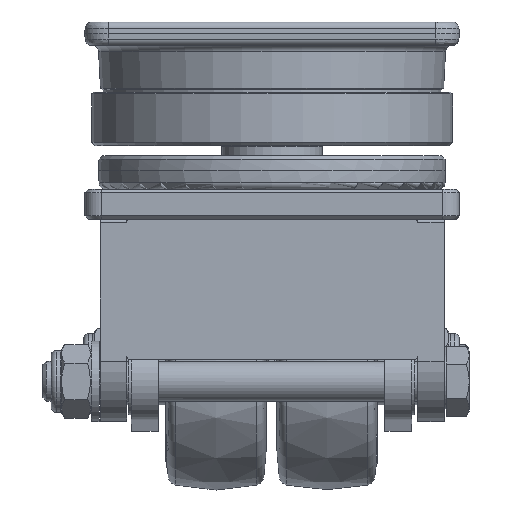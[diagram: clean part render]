
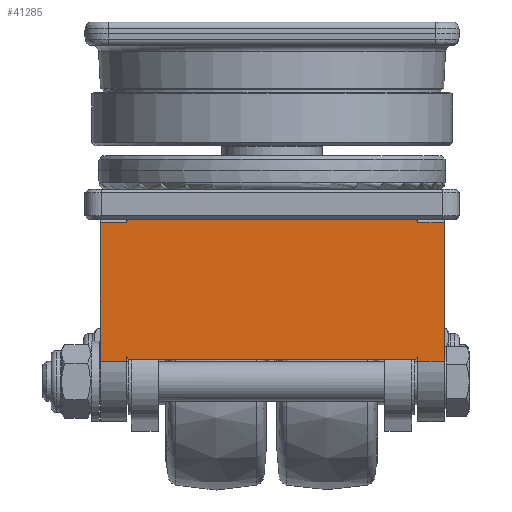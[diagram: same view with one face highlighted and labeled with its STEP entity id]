
A CAD part, left-side view. The second image highlights one B-rep face of the part: STEP entity #41285.
In plain terms, the highlighted planar face has unit normal (-1, 0, 0).
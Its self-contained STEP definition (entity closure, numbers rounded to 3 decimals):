
#3868=PLANE('',#43492);
#5544=FACE_OUTER_BOUND('',#7879,.T.);
#7879=EDGE_LOOP('',(#31775,#31776,#31777,#31778,#31779,#31780,#31781,#31782,
#31783,#31784,#31785,#31786,#31787,#31788));
#9893=LINE('',#65195,#12780);
#9894=LINE('',#65202,#12781);
#9912=LINE('',#65347,#12799);
#10419=LINE('',#68247,#13306);
#10420=LINE('',#68253,#13307);
#10421=LINE('',#68254,#13308);
#10422=LINE('',#68256,#13309);
#10423=LINE('',#68260,#13310);
#10424=LINE('',#68263,#13311);
#10425=LINE('',#68267,#13312);
#12780=VECTOR('',#47451,10.);
#12781=VECTOR('',#47460,10.);
#12799=VECTOR('',#47506,10.);
#13306=VECTOR('',#48343,10.);
#13307=VECTOR('',#48350,10.);
#13308=VECTOR('',#48351,10.);
#13309=VECTOR('',#48352,10.);
#13310=VECTOR('',#48355,10.);
#13311=VECTOR('',#48358,10.);
#13312=VECTOR('',#48361,10.);
#15285=CIRCLE('',#43493,1.);
#15286=CIRCLE('',#43494,1.);
#15287=CIRCLE('',#43495,1.);
#15288=CIRCLE('',#43496,1.);
#17351=VERTEX_POINT('',#65193);
#17352=VERTEX_POINT('',#65194);
#17353=VERTEX_POINT('',#65199);
#17354=VERTEX_POINT('',#65201);
#17905=VERTEX_POINT('',#68245);
#17906=VERTEX_POINT('',#68246);
#17907=VERTEX_POINT('',#68251);
#17908=VERTEX_POINT('',#68252);
#17909=VERTEX_POINT('',#68255);
#17910=VERTEX_POINT('',#68257);
#17911=VERTEX_POINT('',#68259);
#17912=VERTEX_POINT('',#68261);
#17913=VERTEX_POINT('',#68264);
#17914=VERTEX_POINT('',#68266);
#22052=EDGE_CURVE('',#17351,#17352,#9893,.T.);
#22056=EDGE_CURVE('',#17354,#17353,#9894,.T.);
#22103=EDGE_CURVE('',#17354,#17351,#9912,.T.);
#22878=EDGE_CURVE('',#17905,#17906,#10419,.T.);
#22881=EDGE_CURVE('',#17907,#17908,#10420,.T.);
#22882=EDGE_CURVE('',#17906,#17908,#10421,.T.);
#22883=EDGE_CURVE('',#17909,#17905,#10422,.T.);
#22884=EDGE_CURVE('',#17909,#17910,#15285,.T.);
#22885=EDGE_CURVE('',#17910,#17911,#10423,.T.);
#22886=EDGE_CURVE('',#17911,#17912,#15286,.T.);
#22887=EDGE_CURVE('',#17352,#17912,#10424,.T.);
#22888=EDGE_CURVE('',#17353,#17913,#15287,.T.);
#22889=EDGE_CURVE('',#17913,#17914,#10425,.T.);
#22890=EDGE_CURVE('',#17914,#17907,#15288,.T.);
#31775=ORIENTED_EDGE('',*,*,#22881,.T.);
#31776=ORIENTED_EDGE('',*,*,#22882,.F.);
#31777=ORIENTED_EDGE('',*,*,#22878,.F.);
#31778=ORIENTED_EDGE('',*,*,#22883,.F.);
#31779=ORIENTED_EDGE('',*,*,#22884,.T.);
#31780=ORIENTED_EDGE('',*,*,#22885,.T.);
#31781=ORIENTED_EDGE('',*,*,#22886,.T.);
#31782=ORIENTED_EDGE('',*,*,#22887,.F.);
#31783=ORIENTED_EDGE('',*,*,#22052,.F.);
#31784=ORIENTED_EDGE('',*,*,#22103,.F.);
#31785=ORIENTED_EDGE('',*,*,#22056,.T.);
#31786=ORIENTED_EDGE('',*,*,#22888,.T.);
#31787=ORIENTED_EDGE('',*,*,#22889,.T.);
#31788=ORIENTED_EDGE('',*,*,#22890,.T.);
#41285=ADVANCED_FACE('',(#5544),#3868,.T.);
#43492=AXIS2_PLACEMENT_3D('',#68250,#48348,#48349);
#43493=AXIS2_PLACEMENT_3D('',#68258,#48353,#48354);
#43494=AXIS2_PLACEMENT_3D('',#68262,#48356,#48357);
#43495=AXIS2_PLACEMENT_3D('',#68265,#48359,#48360);
#43496=AXIS2_PLACEMENT_3D('',#68268,#48362,#48363);
#47451=DIRECTION('',(0.,1.,0.));
#47460=DIRECTION('',(0.,1.,0.));
#47506=DIRECTION('',(0.,0.,-1.));
#48343=DIRECTION('',(0.,1.,0.));
#48348=DIRECTION('center_axis',(-1.,0.,0.));
#48349=DIRECTION('ref_axis',(0.,0.,
1.));
#48350=DIRECTION('',(0.,1.,0.));
#48351=DIRECTION('',(0.,0.,1.));
#48352=DIRECTION('',(0.,0.,-1.));
#48353=DIRECTION('center_axis',(-1.,0.,0.));
#48354=DIRECTION('ref_axis',(0.,1.,0.));
#48355=DIRECTION('',(0.,-1.,0.));
#48356=DIRECTION('center_axis',(-1.,0.,0.));
#48357=DIRECTION('ref_axis',(0.,0.,
-1.));
#48358=DIRECTION('',(0.,0.,1.));
#48359=DIRECTION('center_axis',(-1.,0.,0.));
#48360=DIRECTION('ref_axis',(0.,-1.,0.));
#48361=DIRECTION('',(0.,1.,0.));
#48362=DIRECTION('center_axis',(-1.,0.,0.));
#48363=DIRECTION('ref_axis',(0.,0.,
1.));
#65193=CARTESIAN_POINT('',(-73.,-51.55,-98.));
#65194=CARTESIAN_POINT('',(-73.,-43.55,-98.));
#65195=CARTESIAN_POINT('',(-73.,-47.55,-98.));
#65199=CARTESIAN_POINT('',(-73.,-43.55,-56.5));
#65201=CARTESIAN_POINT('',(-73.,-51.55,-56.5));
#65202=CARTESIAN_POINT('',(-73.,-47.55,-56.5));
#65347=CARTESIAN_POINT('',(-73.,-51.55,-98.));
#68245=CARTESIAN_POINT('',(-73.,43.45,-98.));
#68246=CARTESIAN_POINT('',(-73.,51.45,-98.));
#68247=CARTESIAN_POINT('',(-73.,47.45,-98.));
#68250=CARTESIAN_POINT('Origin',(-73.,47.45,-98.));
#68251=CARTESIAN_POINT('',(-73.,43.45,-56.5));
#68252=CARTESIAN_POINT('',(-73.,51.45,-56.5));
#68253=CARTESIAN_POINT('',(-73.,47.45,-56.5));
#68254=CARTESIAN_POINT('',(-73.,51.45,-98.));
#68255=CARTESIAN_POINT('',(-73.,43.45,-96.5));
#68256=CARTESIAN_POINT('',(-73.,43.45,-98.));
#68257=CARTESIAN_POINT('',(-73.,42.45,-97.5));
#68258=CARTESIAN_POINT('Origin',(-73.,42.45,-96.5));
#68259=CARTESIAN_POINT('',(-73.,-42.55,-97.5));
#68260=CARTESIAN_POINT('',(-73.,42.45,-97.5));
#68261=CARTESIAN_POINT('',(-73.,-43.55,-96.5));
#68262=CARTESIAN_POINT('Origin',(-73.,-42.55,-96.5));
#68263=CARTESIAN_POINT('',(-73.,-43.55,-98.));
#68264=CARTESIAN_POINT('',(-73.,-42.55,-55.5));
#68265=CARTESIAN_POINT('Origin',(-73.,-42.55,-56.5));
#68266=CARTESIAN_POINT('',(-73.,42.45,-55.5));
#68267=CARTESIAN_POINT('',(-73.,-42.55,-55.5));
#68268=CARTESIAN_POINT('Origin',(-73.,42.45,-56.5));
